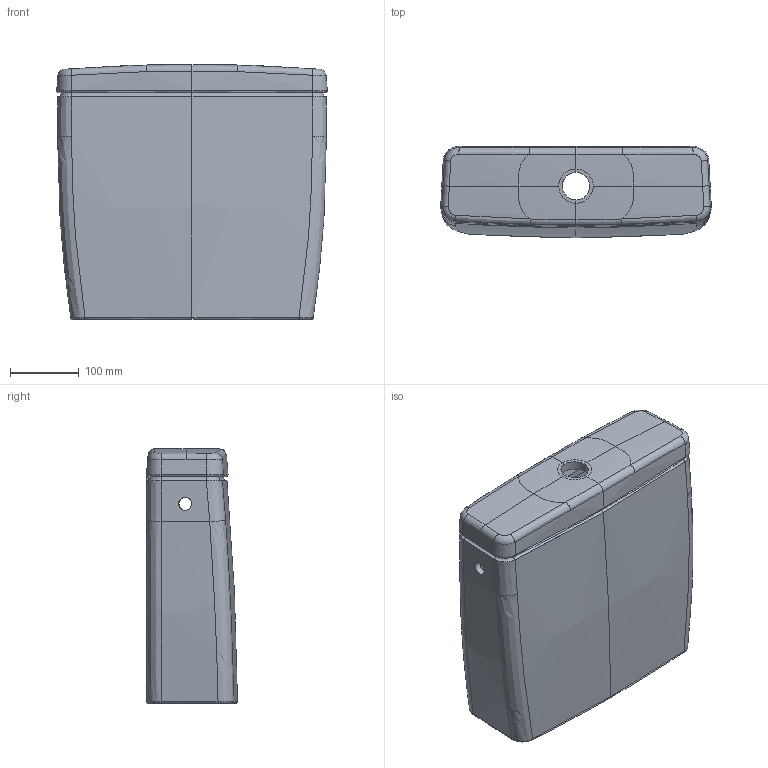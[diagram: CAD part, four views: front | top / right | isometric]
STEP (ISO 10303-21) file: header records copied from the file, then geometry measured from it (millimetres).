
FILE_DESCRIPTION(/* description */ (''),/* implementation_level */ '2;1');
FILE_NAME(/* name */ '5788_WK.stp',/* time_stamp */ '2019-05-14T13:07:37+02:00',/* author */ (''),/* organization */ (''),/* preprocessor_version */ 'ST-DEVELOPER v16',/* originating_system */ 'SIEMENS PLM Software NX 10.0',/* authorisation */ '');
FILE_SCHEMA (('AUTOMOTIVE_DESIGN { 1 0 10303 214 3 1 1 1 }'));
Length unit declared in the file: millimetre
Products named in the file (1): Sier0D28A274hpfg
Bounding box: 393.21 x 132.23 x 370 mm (x, y, z)
Volume: 3930733.6 mm3; surface area: 842683 mm2
Topology: 2 solids, 2 shells, 406 faces, 1002 edges, 554 vertices
Faces by surface type: bspline 320, cylinder 36, sphere 28, plane 20, extrusion 2
Full cylindrical faces by diameter (mm): 19 x2
Entity records: 19988 total; most frequent: CARTESIAN_POINT 13181, ORIENTED_EDGE 1904, EDGE_CURVE 952, B_SPLINE_CURVE_WITH_KNOTS 670, DIRECTION 597, VERTEX_POINT 553, EDGE_LOOP 423, ADVANCED_FACE 406
